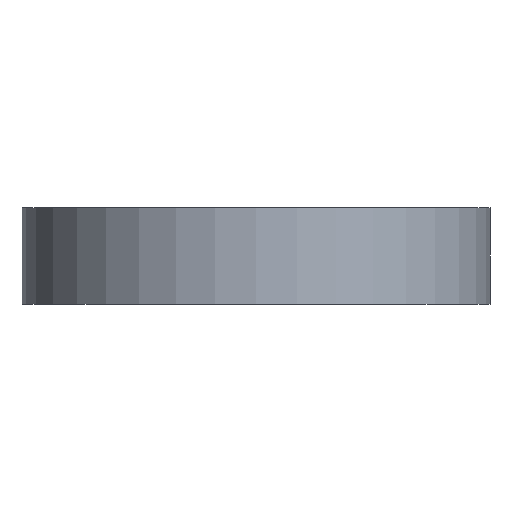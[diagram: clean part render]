
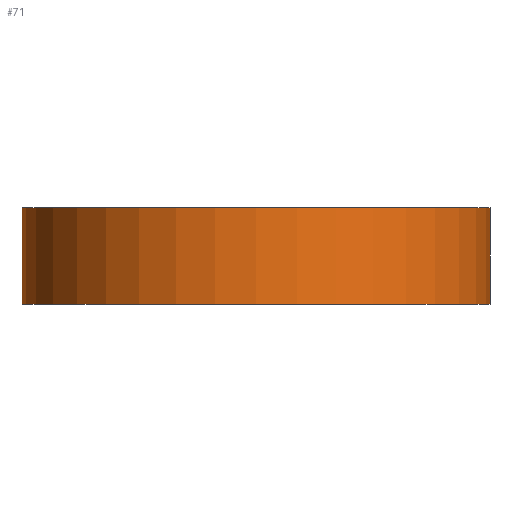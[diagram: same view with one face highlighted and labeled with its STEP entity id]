
A CAD part, front view. The second image highlights one B-rep face of the part: STEP entity #71.
In plain terms, the highlighted cylindrical face has radius 15 mm (diameter 30 mm), a partial arc.
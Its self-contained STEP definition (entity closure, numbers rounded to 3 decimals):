
#63=EDGE_CURVE('',#115,#95,#150,.T.);
#65=EDGE_CURVE('',#115,#67,#152,.T.);
#67=VERTEX_POINT('',#154);
#71=ADVANCED_FACE('',(#159),#160,.T.);
#75=EDGE_CURVE('',#95,#93,#166,.T.);
#93=VERTEX_POINT('',#185);
#95=VERTEX_POINT('',#187);
#115=VERTEX_POINT('',#210);
#117=EDGE_CURVE('',#93,#67,#212,.T.);
#150=LINE('',#238,#239);
#152=CIRCLE('',#242,15.0);
#154=CARTESIAN_POINT('',(-15.0,0.,0.));
#159=FACE_OUTER_BOUND('',#249,.T.);
#160=CYLINDRICAL_SURFACE('',#250,15.0);
#166=CIRCLE('',#257,15.0);
#185=CARTESIAN_POINT('',(-15.0,0.,6.2));
#187=CARTESIAN_POINT('',(15.0,0.,6.2));
#210=CARTESIAN_POINT('',(15.0,0.,0.));
#212=LINE('',#313,#314);
#238=CARTESIAN_POINT('',(15.0,0.,3.1));
#239=VECTOR('',#343,1.0);
#242=AXIS2_PLACEMENT_3D('',#344,#345,#346);
#249=EDGE_LOOP('',(#356,#357,#358,#359));
#250=AXIS2_PLACEMENT_3D('',#360,#361,#362);
#257=AXIS2_PLACEMENT_3D('',#371,#372,#373);
#313=CARTESIAN_POINT('',(-15.0,0.,3.1));
#314=VECTOR('',#419,1.0);
#343=DIRECTION('',(-0.0,-0.0,1.0));
#344=CARTESIAN_POINT('',(0.0,0.,0.));
#345=DIRECTION('',(-0.0,0.0,-1.0));
#346=DIRECTION('',(-1.0,0.,0.0));
#356=ORIENTED_EDGE('',*,*,#117,.T.);
#357=ORIENTED_EDGE('',*,*,#65,.F.);
#358=ORIENTED_EDGE('',*,*,#63,.T.);
#359=ORIENTED_EDGE('',*,*,#75,.T.);
#360=CARTESIAN_POINT('',(0.0,0.,3.1));
#361=DIRECTION('',(0.0,-0.0,1.0));
#362=DIRECTION('',(-1.0,0.,0.0));
#371=CARTESIAN_POINT('',(0.0,0.,6.2));
#372=DIRECTION('',(-0.0,0.0,-1.0));
#373=DIRECTION('',(-1.0,0.,0.0));
#419=DIRECTION('',(0.0,0.0,-1.0));
